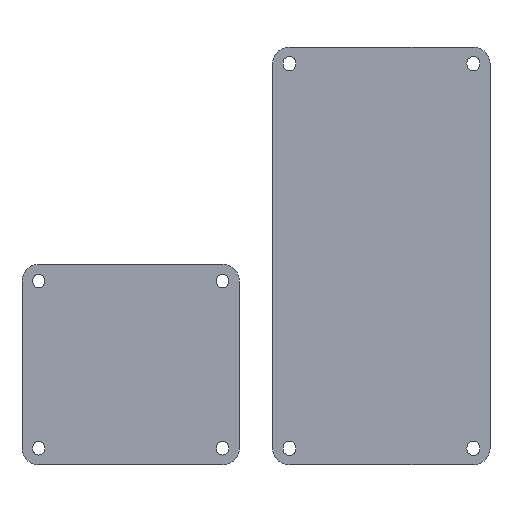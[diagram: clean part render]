
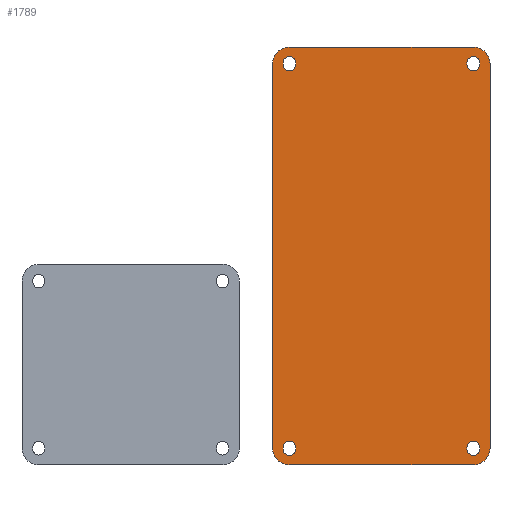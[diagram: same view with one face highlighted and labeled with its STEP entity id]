
A CAD part, top view. The second image highlights one B-rep face of the part: STEP entity #1789.
In plain terms, the highlighted planar face has unit normal (0, 0, 1).
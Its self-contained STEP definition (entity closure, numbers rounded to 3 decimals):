
#37=FACE_BOUND('',#348,.T.);
#38=FACE_BOUND('',#349,.T.);
#39=FACE_BOUND('',#350,.T.);
#40=FACE_BOUND('',#351,.T.);
#72=CIRCLE('',#1900,1.9);
#74=CIRCLE('',#1904,1.9);
#76=CIRCLE('',#1908,1.9);
#78=CIRCLE('',#1912,1.9);
#80=CIRCLE('',#1916,1.9);
#82=CIRCLE('',#1920,1.9);
#84=CIRCLE('',#1924,1.9);
#86=CIRCLE('',#1928,1.9);
#88=CIRCLE('',#1932,5.);
#90=CIRCLE('',#1936,5.);
#92=CIRCLE('',#1940,5.);
#94=CIRCLE('',#1944,5.);
#245=FACE_OUTER_BOUND('',#347,.T.);
#347=EDGE_LOOP('',(#1577,#1578,#1579,#1580,#1581,#1582,#1583,#1584));
#348=EDGE_LOOP('',(#1585,#1586,#1587,#1588));
#349=EDGE_LOOP('',(#1589,#1590,#1591,#1592));
#350=EDGE_LOOP('',(#1593,#1594,#1595,#1596));
#351=EDGE_LOOP('',(#1597,#1598,#1599,#1600));
#493=LINE('',#2975,#673);
#497=LINE('',#2987,#677);
#501=LINE('',#2999,#681);
#505=LINE('',#3011,#685);
#509=LINE('',#3023,#689);
#513=LINE('',#3035,#693);
#517=LINE('',#3047,#697);
#521=LINE('',#3059,#701);
#525=LINE('',#3071,#705);
#529=LINE('',#3083,#709);
#533=LINE('',#3095,#713);
#537=LINE('',#3107,#717);
#673=VECTOR('',#2247,10.);
#677=VECTOR('',#2259,10.);
#681=VECTOR('',#2271,10.);
#685=VECTOR('',#2283,10.);
#689=VECTOR('',#2295,10.);
#693=VECTOR('',#2307,10.);
#697=VECTOR('',#2319,10.);
#701=VECTOR('',#2331,10.);
#705=VECTOR('',#2343,10.);
#709=VECTOR('',#2355,10.);
#713=VECTOR('',#2367,10.);
#717=VECTOR('',#2379,10.);
#841=VERTEX_POINT('',#2972);
#842=VERTEX_POINT('',#2974);
#844=VERTEX_POINT('',#2980);
#846=VERTEX_POINT('',#2986);
#849=VERTEX_POINT('',#2996);
#850=VERTEX_POINT('',#2998);
#852=VERTEX_POINT('',#3004);
#854=VERTEX_POINT('',#3010);
#857=VERTEX_POINT('',#3020);
#858=VERTEX_POINT('',#3022);
#860=VERTEX_POINT('',#3028);
#862=VERTEX_POINT('',#3034);
#865=VERTEX_POINT('',#3044);
#866=VERTEX_POINT('',#3046);
#868=VERTEX_POINT('',#3052);
#870=VERTEX_POINT('',#3058);
#873=VERTEX_POINT('',#3068);
#874=VERTEX_POINT('',#3070);
#876=VERTEX_POINT('',#3076);
#878=VERTEX_POINT('',#3082);
#880=VERTEX_POINT('',#3088);
#882=VERTEX_POINT('',#3094);
#884=VERTEX_POINT('',#3100);
#886=VERTEX_POINT('',#3106);
#1069=EDGE_CURVE('',#842,#841,#493,.T.);
#1072=EDGE_CURVE('',#844,#842,#72,.T.);
#1075=EDGE_CURVE('',#846,#844,#497,.T.);
#1078=EDGE_CURVE('',#841,#846,#74,.T.);
#1081=EDGE_CURVE('',#850,#849,#501,.T.);
#1084=EDGE_CURVE('',#852,#850,#76,.T.);
#1087=EDGE_CURVE('',#854,#852,#505,.T.);
#1090=EDGE_CURVE('',#849,#854,#78,.T.);
#1093=EDGE_CURVE('',#858,#857,#509,.T.);
#1096=EDGE_CURVE('',#860,#858,#80,.T.);
#1099=EDGE_CURVE('',#862,#860,#513,.T.);
#1102=EDGE_CURVE('',#857,#862,#82,.T.);
#1105=EDGE_CURVE('',#866,#865,#517,.T.);
#1108=EDGE_CURVE('',#868,#866,#84,.T.);
#1111=EDGE_CURVE('',#870,#868,#521,.T.);
#1114=EDGE_CURVE('',#865,#870,#86,.T.);
#1117=EDGE_CURVE('',#874,#873,#525,.T.);
#1120=EDGE_CURVE('',#876,#874,#88,.T.);
#1123=EDGE_CURVE('',#878,#876,#529,.T.);
#1126=EDGE_CURVE('',#880,#878,#90,.T.);
#1129=EDGE_CURVE('',#882,#880,#533,.T.);
#1132=EDGE_CURVE('',#884,#882,#92,.T.);
#1135=EDGE_CURVE('',#886,#884,#537,.T.);
#1138=EDGE_CURVE('',#873,#886,#94,.T.);
#1577=ORIENTED_EDGE('',*,*,#1138,.T.);
#1578=ORIENTED_EDGE('',*,*,#1135,.T.);
#1579=ORIENTED_EDGE('',*,*,#1132,.T.);
#1580=ORIENTED_EDGE('',*,*,#1129,.T.);
#1581=ORIENTED_EDGE('',*,*,#1126,.T.);
#1582=ORIENTED_EDGE('',*,*,#1123,.T.);
#1583=ORIENTED_EDGE('',*,*,#1120,.T.);
#1584=ORIENTED_EDGE('',*,*,#1117,.T.);
#1585=ORIENTED_EDGE('',*,*,#1114,.T.);
#1586=ORIENTED_EDGE('',*,*,#1111,.T.);
#1587=ORIENTED_EDGE('',*,*,#1108,.T.);
#1588=ORIENTED_EDGE('',*,*,#1105,.T.);
#1589=ORIENTED_EDGE('',*,*,#1102,.T.);
#1590=ORIENTED_EDGE('',*,*,#1099,.T.);
#1591=ORIENTED_EDGE('',*,*,#1096,.T.);
#1592=ORIENTED_EDGE('',*,*,#1093,.T.);
#1593=ORIENTED_EDGE('',*,*,#1090,.T.);
#1594=ORIENTED_EDGE('',*,*,#1087,.T.);
#1595=ORIENTED_EDGE('',*,*,#1084,.T.);
#1596=ORIENTED_EDGE('',*,*,#1081,.T.);
#1597=ORIENTED_EDGE('',*,*,#1078,.T.);
#1598=ORIENTED_EDGE('',*,*,#1075,.T.);
#1599=ORIENTED_EDGE('',*,*,#1072,.T.);
#1600=ORIENTED_EDGE('',*,*,#1069,.T.);
#1697=PLANE('',#1945);
#1789=ADVANCED_FACE('',(#245,#37,#38,#39,#40),#1697,.T.);
#1900=AXIS2_PLACEMENT_3D('',#2981,#2253,#2254);
#1904=AXIS2_PLACEMENT_3D('',#2991,#2265,#2266);
#1908=AXIS2_PLACEMENT_3D('',#3005,#2277,#2278);
#1912=AXIS2_PLACEMENT_3D('',#3015,#2289,#2290);
#1916=AXIS2_PLACEMENT_3D('',#3029,#2301,#2302);
#1920=AXIS2_PLACEMENT_3D('',#3039,#2313,#2314);
#1924=AXIS2_PLACEMENT_3D('',#3053,#2325,#2326);
#1928=AXIS2_PLACEMENT_3D('',#3063,#2337,#2338);
#1932=AXIS2_PLACEMENT_3D('',#3077,#2349,#2350);
#1936=AXIS2_PLACEMENT_3D('',#3089,#2361,#2362);
#1940=AXIS2_PLACEMENT_3D('',#3101,#2373,#2374);
#1944=AXIS2_PLACEMENT_3D('',#3111,#2385,#2386);
#1945=AXIS2_PLACEMENT_3D('',#3112,#2387,#2388);
#2247=DIRECTION('',(0.,-1.,0.));
#2253=DIRECTION('center_axis',(0.,0.,-1.));
#2254=DIRECTION('ref_axis',(1.,0.,0.));
#2259=DIRECTION('',(0.,1.,0.));
#2265=DIRECTION('center_axis',(0.,0.,-1.));
#2266=DIRECTION('ref_axis',(-1.,0.,0.));
#2271=DIRECTION('',(0.,-1.,0.));
#2277=DIRECTION('center_axis',(0.,0.,-1.));
#2278=DIRECTION('ref_axis',(1.,0.,0.));
#2283=DIRECTION('',(0.,1.,0.));
#2289=DIRECTION('center_axis',(0.,0.,-1.));
#2290=DIRECTION('ref_axis',(-1.,0.,0.));
#2295=DIRECTION('',(0.,1.,0.));
#2301=DIRECTION('center_axis',(0.,0.,-1.));
#2302=DIRECTION('ref_axis',(-1.,0.,0.));
#2307=DIRECTION('',(0.,-1.,0.));
#2313=DIRECTION('center_axis',(0.,0.,-1.));
#2314=DIRECTION('ref_axis',(1.,0.,0.));
#2319=DIRECTION('',(0.,1.,0.));
#2325=DIRECTION('center_axis',(0.,0.,-1.));
#2326=DIRECTION('ref_axis',(-1.,0.,0.));
#2331=DIRECTION('',(0.,-1.,0.));
#2337=DIRECTION('center_axis',(0.,0.,-1.));
#2338=DIRECTION('ref_axis',(1.,0.,0.));
#2343=DIRECTION('',(0.,-1.,0.));
#2349=DIRECTION('center_axis',(0.,0.,1.));
#2350=DIRECTION('ref_axis',(0.,1.,0.));
#2355=DIRECTION('',(-1.,0.,0.));
#2361=DIRECTION('center_axis',(0.,0.,1.));
#2362=DIRECTION('ref_axis',(1.,0.,0.));
#2367=DIRECTION('',(0.,1.,0.));
#2373=DIRECTION('center_axis',(0.,0.,1.));
#2374=DIRECTION('ref_axis',(0.,-1.,0.));
#2379=DIRECTION('',(1.,0.,0.));
#2385=DIRECTION('center_axis',(0.,0.,1.));
#2386=DIRECTION('ref_axis',(-1.,0.,0.));
#2387=DIRECTION('center_axis',(0.,0.,1.));
#2388=DIRECTION('ref_axis',(1.,0.,0.));
#2972=CARTESIAN_POINT('',(66.9,134.75,3.));
#2974=CARTESIAN_POINT('',(66.9,135.25,3.));
#2975=CARTESIAN_POINT('',(66.9,135.25,3.));
#2980=CARTESIAN_POINT('',(63.1,135.25,3.));
#2981=CARTESIAN_POINT('Origin',(65.,135.25,3.));
#2986=CARTESIAN_POINT('',(63.1,134.75,3.));
#2987=CARTESIAN_POINT('',(63.1,134.75,3.));
#2991=CARTESIAN_POINT('Origin',(65.,134.75,3.));
#2996=CARTESIAN_POINT('',(11.9,19.75,3.));
#2998=CARTESIAN_POINT('',(11.9,20.25,3.));
#2999=CARTESIAN_POINT('',(11.9,20.25,3.));
#3004=CARTESIAN_POINT('',(8.1,20.25,3.));
#3005=CARTESIAN_POINT('Origin',(10.,20.25,3.));
#3010=CARTESIAN_POINT('',(8.1,19.75,3.));
#3011=CARTESIAN_POINT('',(8.1,19.75,3.));
#3015=CARTESIAN_POINT('Origin',(10.,19.75,3.));
#3020=CARTESIAN_POINT('',(8.1,135.25,3.));
#3022=CARTESIAN_POINT('',(8.1,134.75,3.));
#3023=CARTESIAN_POINT('',(8.1,135.25,3.));
#3028=CARTESIAN_POINT('',(11.9,134.75,3.));
#3029=CARTESIAN_POINT('Origin',(10.,134.75,3.));
#3034=CARTESIAN_POINT('',(11.9,135.25,3.));
#3035=CARTESIAN_POINT('',(11.9,134.75,3.));
#3039=CARTESIAN_POINT('Origin',(10.,135.25,3.));
#3044=CARTESIAN_POINT('',(63.1,20.25,3.));
#3046=CARTESIAN_POINT('',(63.1,19.75,3.));
#3047=CARTESIAN_POINT('',(63.1,20.25,3.));
#3052=CARTESIAN_POINT('',(66.9,19.75,3.));
#3053=CARTESIAN_POINT('Origin',(65.,19.75,3.));
#3058=CARTESIAN_POINT('',(66.9,20.25,3.));
#3059=CARTESIAN_POINT('',(66.9,19.75,3.));
#3063=CARTESIAN_POINT('Origin',(65.,20.25,3.));
#3068=CARTESIAN_POINT('',(5.,20.,3.));
#3070=CARTESIAN_POINT('',(5.,135.,3.));
#3071=CARTESIAN_POINT('',(5.,20.,3.));
#3076=CARTESIAN_POINT('',(10.,140.,3.));
#3077=CARTESIAN_POINT('Origin',(10.,135.,3.));
#3082=CARTESIAN_POINT('',(65.,140.,3.));
#3083=CARTESIAN_POINT('',(10.,140.,3.));
#3088=CARTESIAN_POINT('',(70.,135.,3.));
#3089=CARTESIAN_POINT('Origin',(65.,135.,3.));
#3094=CARTESIAN_POINT('',(70.,20.,3.));
#3095=CARTESIAN_POINT('',(70.,135.,3.));
#3100=CARTESIAN_POINT('',(65.,15.,3.));
#3101=CARTESIAN_POINT('Origin',(65.,20.,3.));
#3106=CARTESIAN_POINT('',(10.,15.,3.));
#3107=CARTESIAN_POINT('',(65.,15.,3.));
#3111=CARTESIAN_POINT('Origin',(10.,20.,3.));
#3112=CARTESIAN_POINT('Origin',(37.5,77.5,3.));
